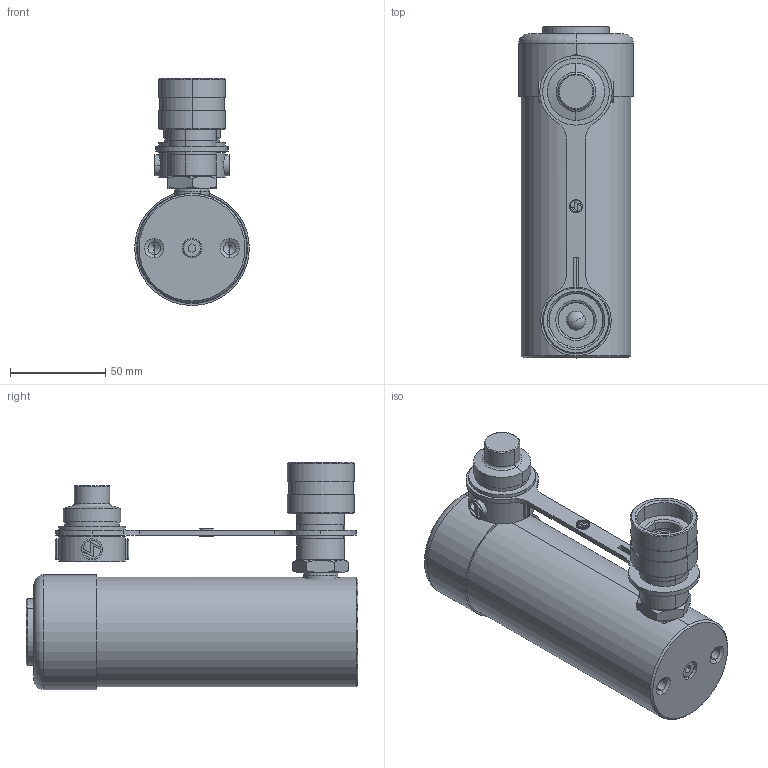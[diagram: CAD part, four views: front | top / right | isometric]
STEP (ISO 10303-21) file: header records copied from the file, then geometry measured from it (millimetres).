
FILE_DESCRIPTION (( 'STEP AP214' ), '1' );
FILE_NAME ('H1004.STEP', '2016-03-29T03:04:56', ( 'SF' ), ( '' ), 'SwSTEP 2.0', 'SolidWorks 2015', '' );
FILE_SCHEMA (( 'AUTOMOTIVE_DESIGN' ));
Length unit declared in the file: millimetre
Products named in the file (30): H10-6-2100-102; 532-3-0060-100; H02-4-6003-108; 649-1-0060-205_649-1-0060-205; H02-6-1006-101; 542-7-0378-103; H02-6-1007-103; H10-5-1804-208; H02-4-6001-104; H10-6-2305-100; H02-6-1004-107; H10-3-4200-105; 573-7-0190-106; 511-7-0171-100_511-7-0053-104; 511-7-0190-205; H10-6-1103-105; 601-7-0014-013; H10-6-1204-109; H02-6-1003-206; H10-6-1804-002; 512-2-0082-117_壓縮; 511-7-0141-101; H1004; H02-6-1005-109; 522-7-0428-106; H10-6-1216-106; H10-5-1204-204; H10-4-0204-102; H10-6-0204-104
Assembly tree (33 placements, depth 4):
  H1004
    H10-6-1804-002
    H10-6-1204-109
    H10-3-4200-105
      H10-6-1103-105
      511-7-0171-100_511-7-0053-104
    H10-6-2305-100
    H10-5-1804-208
    542-7-0378-103
    649-1-0060-205_649-1-0060-205  x2
    532-3-0060-100  x2
    H10-4-0204-102
      H10-6-2100-102  x2
      H10-6-0204-104
        H10-6-0204-104  x2
    H10-5-1204-204
    H10-6-1216-106
    522-7-0428-106
    H02-4-6001-104
      H02-6-1005-109
      511-7-0141-101
      512-2-0082-117_壓縮
      H02-6-1003-206
      601-7-0014-013
      511-7-0190-205
      573-7-0190-106
      H02-6-1004-107
    H02-4-6003-108
      H02-6-1007-103
      H02-6-1006-101
Bounding box: 60.2 x 174.1 x 119.15 mm (x, y, z)
Volume: 433993.3 mm3; surface area: 182181.1 mm2
Topology: 28 solids, 28 shells, 832 faces, 1942 edges, 1209 vertices
Faces by surface type: cylinder 278, plane 220, cone 168, bspline 92, torus 64, sphere 10
Entity records: 49908 total; most frequent: CARTESIAN_POINT 30958, DIRECTION 3615, ORIENTED_EDGE 3524, EDGE_CURVE 1762, AXIS2_PLACEMENT_3D 1458, VERTEX_POINT 1103, EDGE_LOOP 853, ADVANCED_FACE 760
